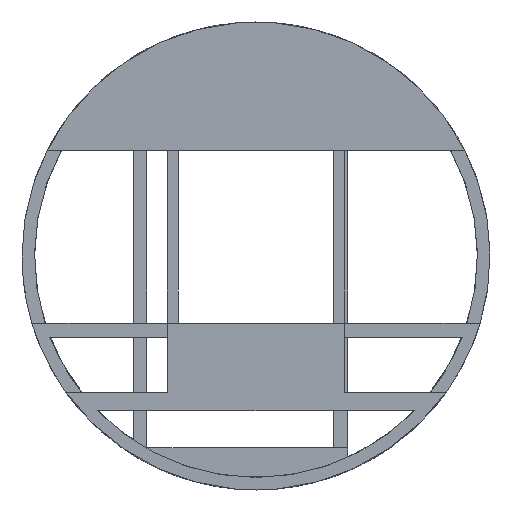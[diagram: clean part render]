
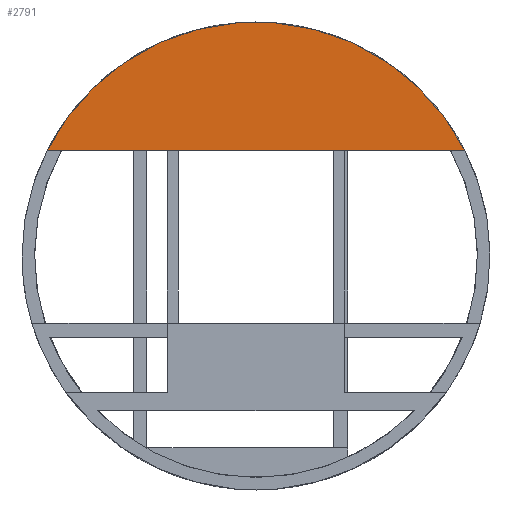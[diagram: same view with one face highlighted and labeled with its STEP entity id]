
A CAD part, front view. The second image highlights one B-rep face of the part: STEP entity #2791.
In plain terms, the highlighted planar face has unit normal (0, -1, 0).
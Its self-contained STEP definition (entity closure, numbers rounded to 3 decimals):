
#91=CIRCLE('',#2967,63.405);
#191=FACE_OUTER_BOUND('',#318,.T.);
#318=EDGE_LOOP('',(#2148,#2149));
#602=LINE('',#4290,#951);
#951=VECTOR('',#3491,10.);
#1259=VERTEX_POINT('',#4287);
#1260=VERTEX_POINT('',#4288);
#1612=EDGE_CURVE('',#1259,#1260,#91,.T.);
#1613=EDGE_CURVE('',#1260,#1259,#602,.T.);
#2148=ORIENTED_EDGE('',*,*,#1612,.T.);
#2149=ORIENTED_EDGE('',*,*,#1613,.T.);
#2676=PLANE('',#2966);
#2791=ADVANCED_FACE('',(#191),#2676,.F.);
#2966=AXIS2_PLACEMENT_3D('',#4286,#3487,#3488);
#2967=AXIS2_PLACEMENT_3D('',#4289,#3489,#3490);
#3487=DIRECTION('center_axis',(0.,1.,0.));
#3488=DIRECTION('ref_axis',(1.,0.,0.));
#3489=DIRECTION('center_axis',(0.,-1.,0.));
#3490=DIRECTION('ref_axis',(1.,0.,0.));
#3491=DIRECTION('',(1.,0.,0.));
#4286=CARTESIAN_POINT('Origin',(0.,-154.995,1.));
#4287=CARTESIAN_POINT('',(56.568,-154.995,29.64));
#4288=CARTESIAN_POINT('',(-56.568,-154.995,29.64));
#4289=CARTESIAN_POINT('Origin',(0.,-154.995,1.));
#4290=CARTESIAN_POINT('',(-56.568,-154.995,29.64));
